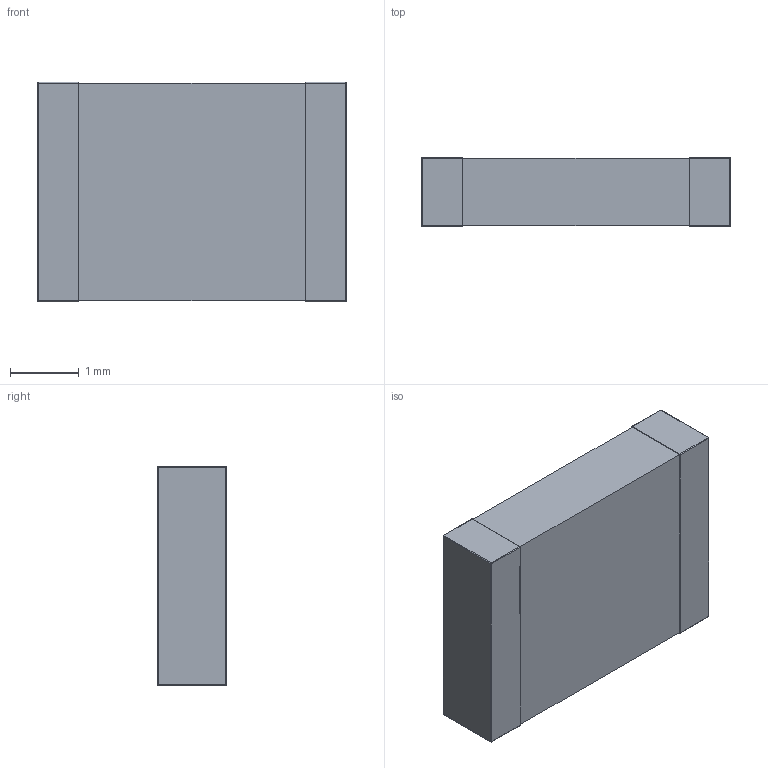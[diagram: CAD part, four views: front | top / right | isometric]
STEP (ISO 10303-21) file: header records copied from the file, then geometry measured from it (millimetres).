
FILE_DESCRIPTION (( 'STEP AP214' ), '1' );
FILE_NAME ('C1812.STEP', '2019-05-09T16:38:12', ( '' ), ( '' ), 'SwSTEP 2.0', 'SolidWorks 2018', '' );
FILE_SCHEMA (( 'AUTOMOTIVE_DESIGN' ));
Length unit declared in the file: millimetre
Products named in the file (1): C1812
Bounding box: 4.5 x 1 x 3.2 mm (x, y, z)
Volume: 14.1 mm3; surface area: 44 mm2
Topology: 1 solids, 1 shells, 103 faces, 260 edges, 160 vertices
Faces by surface type: bspline 40, plane 39, cylinder 16, sphere 8
Entity records: 5301 total; most frequent: CARTESIAN_POINT 2580, ORIENTED_EDGE 504, DIRECTION 332, EDGE_CURVE 252, VERTEX_POINT 160, VECTOR 140, LINE 140, EDGE_LOOP 112
